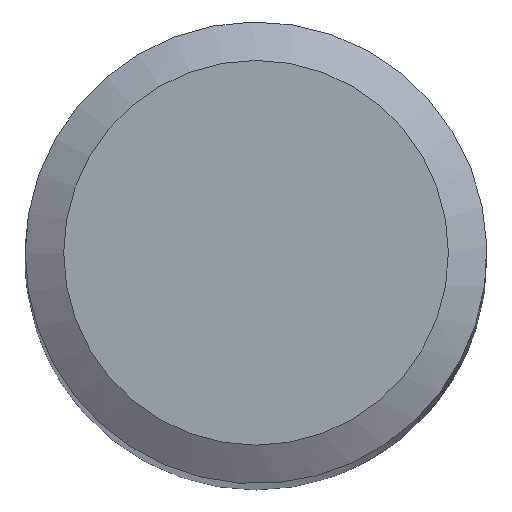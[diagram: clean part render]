
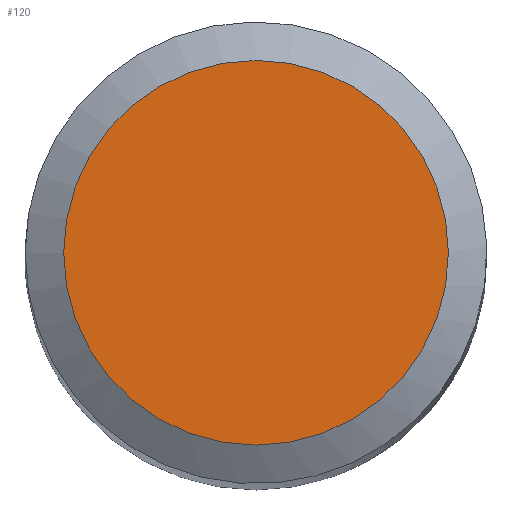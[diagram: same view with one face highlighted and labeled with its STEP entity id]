
A CAD part, top view. The second image highlights one B-rep face of the part: STEP entity #120.
In plain terms, the highlighted planar face has unit normal (0, 0, 1).
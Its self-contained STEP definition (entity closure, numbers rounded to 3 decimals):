
#120=ADVANCED_FACE('',(#172),#155,.F.);
#155=PLANE('',#680);
#172=FACE_OUTER_BOUND('',#207,.T.);
#207=EDGE_LOOP('',(#292));
#253=CIRCLE('',#679,4.997);
#292=ORIENTED_EDGE('',*,*,#517,.T.);
#458=VERTEX_POINT('',#1145);
#517=EDGE_CURVE('',#458,#458,#253,.T.);
#679=AXIS2_PLACEMENT_3D('',#1144,#778,#779);
#680=AXIS2_PLACEMENT_3D('',#1146,#780,#781);
#778=DIRECTION('',(0.,0.,1.));
#779=DIRECTION('',(-1.,0.,0.));
#780=DIRECTION('',(0.,0.,-1.));
#781=DIRECTION('',(1.,0.,0.));
#1144=CARTESIAN_POINT('',(0.,0.,0.));
#1145=CARTESIAN_POINT('',(-4.997,0.,0.));
#1146=CARTESIAN_POINT('',(0.,4.997,0.));
